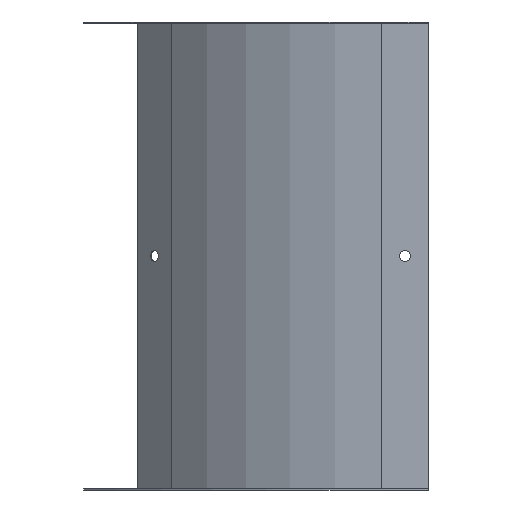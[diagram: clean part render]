
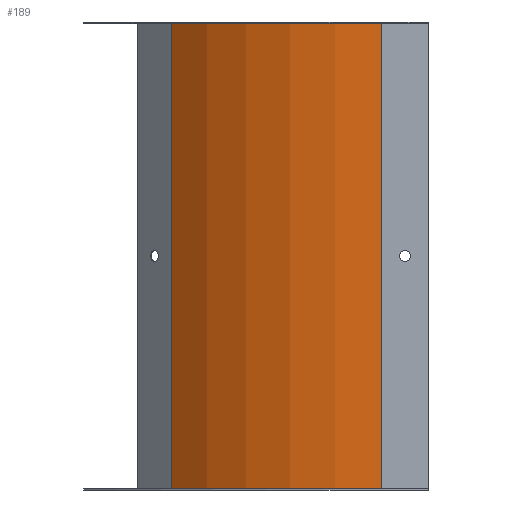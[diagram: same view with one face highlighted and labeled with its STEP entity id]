
A CAD part, left-side view. The second image highlights one B-rep face of the part: STEP entity #189.
In plain terms, the highlighted cylindrical face has radius 190.8 mm (diameter 381.6 mm), a partial arc.
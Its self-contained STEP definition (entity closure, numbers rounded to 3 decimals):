
#8 = AXIS2_PLACEMENT_3D ( 'NONE', #324, #325, #331 ) ;
#14 = EDGE_CURVE ( 'NONE', #558, #556, #564, .T. ) ;
#49 = EDGE_CURVE ( 'NONE', #550, #556, #598, .T. ) ;
#53 = AXIS2_PLACEMENT_3D ( 'NONE', #465, #464, #463 ) ;
#61 = AXIS2_PLACEMENT_3D ( 'NONE', #472, #474, #473 ) ;
#116 = EDGE_CURVE ( 'NONE', #1035, #558, #820, .T. ) ;
#136 = EDGE_CURVE ( 'NONE', #1035, #550, #844, .T. ) ;
#189 = ADVANCED_FACE ( 'NONE', ( #890 ), #896, .T. ) ;
#314 = CARTESIAN_POINT ( 'NONE',  ( 49.2, 30.048, -299.2 ) ) ;
#324 = CARTESIAN_POINT ( 'NONE',  ( 240., 30.048, -299.2 ) ) ;
#325 = DIRECTION ( 'NONE',  ( 0., 0., 1. ) ) ;
#331 = DIRECTION ( 'NONE',  ( 1., 0., 0. ) ) ;
#360 = DIRECTION ( 'NONE',  ( 0., 0., 1. ) ) ;
#434 = CARTESIAN_POINT ( 'NONE',  ( 105.084, 164.964, -299.2 ) ) ;
#443 = DIRECTION ( 'NONE',  ( 0., 0., 1. ) ) ;
#463 = DIRECTION ( 'NONE',  ( 1., 0., 0. ) ) ;
#464 = DIRECTION ( 'NONE',  ( 0., 0., 1. ) ) ;
#465 = CARTESIAN_POINT ( 'NONE',  ( 240., 30.048, -298.4 ) ) ;
#472 = CARTESIAN_POINT ( 'NONE',  ( 240., 30.048, 0. ) ) ;
#473 = DIRECTION ( 'NONE',  ( -1., 0., 0. ) ) ;
#474 = DIRECTION ( 'NONE',  ( 0., 0., 1. ) ) ;
#550 = VERTEX_POINT ( 'NONE', #1156 ) ;
#556 = VERTEX_POINT ( 'NONE', #1137 ) ;
#558 = VERTEX_POINT ( 'NONE', #1122 ) ;
#564 = LINE ( 'NONE', #314, #569 ) ;
#569 = VECTOR ( 'NONE', #360, 1000. ) ;
#598 = CIRCLE ( 'NONE', #61, 190.8 ) ;
#724 = ORIENTED_EDGE ( 'NONE', *, *, #14, .T. ) ;
#726 = ORIENTED_EDGE ( 'NONE', *, *, #49, .F. ) ;
#728 = ORIENTED_EDGE ( 'NONE', *, *, #116, .T. ) ;
#729 = ORIENTED_EDGE ( 'NONE', *, *, #136, .F. ) ;
#820 = CIRCLE ( 'NONE', #53, 190.8 ) ;
#844 = LINE ( 'NONE', #434, #846 ) ;
#846 = VECTOR ( 'NONE', #443, 1000. ) ;
#890 = FACE_OUTER_BOUND ( 'NONE', #1249, .T. ) ;
#896 = CYLINDRICAL_SURFACE ( 'NONE', #8, 190.8 ) ;
#1035 = VERTEX_POINT ( 'NONE', #1073 ) ;
#1073 = CARTESIAN_POINT ( 'NONE',  ( 105.084, 164.964, -298.4 ) ) ;
#1122 = CARTESIAN_POINT ( 'NONE',  ( 49.2, 30.048, -298.4 ) ) ;
#1137 = CARTESIAN_POINT ( 'NONE',  ( 49.2, 30.048, 0. ) ) ;
#1156 = CARTESIAN_POINT ( 'NONE',  ( 105.084, 164.964, 0. ) ) ;
#1249 = EDGE_LOOP ( 'NONE', ( #729, #728, #724, #726 ) ) ;
